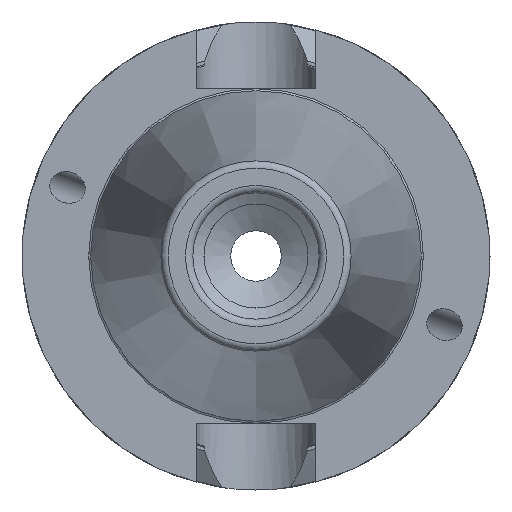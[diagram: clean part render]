
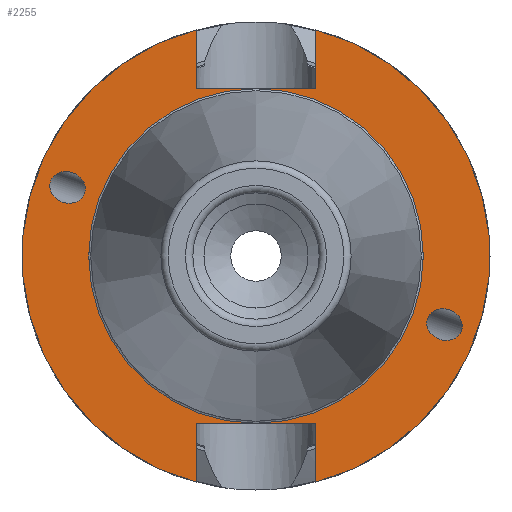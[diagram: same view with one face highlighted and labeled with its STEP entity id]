
A CAD part, left-side view. The second image highlights one B-rep face of the part: STEP entity #2255.
In plain terms, the highlighted planar face has unit normal (-1, 0, 0).
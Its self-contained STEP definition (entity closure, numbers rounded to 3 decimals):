
#1429=CARTESIAN_POINT('',(2.,-23.093,-8.405));
#1430=VERTEX_POINT('',#1429);
#1431=CARTESIAN_POINT('',(2.,-25.372,-9.235));
#1432=DIRECTION('',(1.0,0.0,0.0));
#1433=DIRECTION('',(0.0,-0.94,-0.342));
#1434=AXIS2_PLACEMENT_3D('',#1431,#1432,#1433);
#1435=ELLIPSE('',#1434,2.425,2.1);
#1436=EDGE_CURVE('',#1430,#1430,#1435,.T.);
#1466=CARTESIAN_POINT('',(2.,23.093,8.405));
#1467=VERTEX_POINT('',#1466);
#1468=CARTESIAN_POINT('',(2.,25.372,9.235));
#1469=DIRECTION('',(1.0,0.0,0.0));
#1470=DIRECTION('',(0.0,0.94,0.342));
#1471=AXIS2_PLACEMENT_3D('',#1468,#1469,#1470);
#1472=ELLIPSE('',#1471,2.425,2.1);
#1473=EDGE_CURVE('',#1467,#1467,#1472,.T.);
#1685=CARTESIAN_POINT('',(2.0,8.05,-22.6));
#1686=VERTEX_POINT('',#1685);
#1693=CARTESIAN_POINT('',(2.0,8.05,-30.454));
#1694=VERTEX_POINT('',#1693);
#1695=CARTESIAN_POINT('',(2.,8.05,-30.454));
#1696=DIRECTION('',(0.0,0.0,1.0));
#1697=VECTOR('',#1696,7.854);
#1698=LINE('',#1695,#1697);
#1699=EDGE_CURVE('',#1694,#1686,#1698,.T.);
#1930=CARTESIAN_POINT('',(2.,-8.05,-30.454));
#1931=VERTEX_POINT('',#1930);
#1938=CARTESIAN_POINT('',(2.,-8.05,-22.6));
#1939=VERTEX_POINT('',#1938);
#1940=CARTESIAN_POINT('',(2.,-8.05,-22.6));
#1941=DIRECTION('',(0.0,0.0,-1.0));
#1942=VECTOR('',#1941,7.854);
#1943=LINE('',#1940,#1942);
#1944=EDGE_CURVE('',#1939,#1931,#1943,.T.);
#1962=CARTESIAN_POINT('',(2.,8.05,-22.6));
#1963=DIRECTION('',(0.0,-1.0,0.0));
#1964=VECTOR('',#1963,16.1);
#1965=LINE('',#1962,#1964);
#1966=EDGE_CURVE('',#1686,#1939,#1965,.T.);
#2188=CARTESIAN_POINT('',(2.,0.0,27.008));
#2189=DIRECTION('',(-1.0,0.0,0.0));
#2190=DIRECTION('',(0.0,0.0,1.0));
#2191=AXIS2_PLACEMENT_3D('',#2188,#2189,#2190);
#2192=PLANE('',#2191);
#2193=ORIENTED_EDGE('',*,*,#1699,.T.);
#2194=ORIENTED_EDGE('',*,*,#1966,.T.);
#2195=ORIENTED_EDGE('',*,*,#1944,.T.);
#2196=CARTESIAN_POINT('',(2.,-8.05,30.454));
#2197=VERTEX_POINT('',#2196);
#2198=CARTESIAN_POINT('',(2.,0.0,0.0));
#2199=DIRECTION('',(-1.0,0.0,0.));
#2200=DIRECTION('',(0.,0.0,1.0));
#2201=AXIS2_PLACEMENT_3D('',#2198,#2199,#2200);
#2202=CIRCLE('',#2201,31.5);
#2203=EDGE_CURVE('',#1931,#2197,#2202,.T.);
#2204=ORIENTED_EDGE('',*,*,#2203,.T.);
#2205=CARTESIAN_POINT('',(2.,-8.05,22.6));
#2206=VERTEX_POINT('',#2205);
#2207=CARTESIAN_POINT('',(2.,-8.05,30.454));
#2208=DIRECTION('',(0.0,0.0,-1.0));
#2209=VECTOR('',#2208,7.854);
#2210=LINE('',#2207,#2209);
#2211=EDGE_CURVE('',#2197,#2206,#2210,.T.);
#2212=ORIENTED_EDGE('',*,*,#2211,.T.);
#2213=CARTESIAN_POINT('',(2.,8.05,22.6));
#2214=VERTEX_POINT('',#2213);
#2215=CARTESIAN_POINT('',(2.,-8.05,22.6));
#2216=DIRECTION('',(0.0,1.0,0.0));
#2217=VECTOR('',#2216,16.1);
#2218=LINE('',#2215,#2217);
#2219=EDGE_CURVE('',#2206,#2214,#2218,.T.);
#2220=ORIENTED_EDGE('',*,*,#2219,.T.);
#2221=CARTESIAN_POINT('',(2.,8.05,30.454));
#2222=VERTEX_POINT('',#2221);
#2223=CARTESIAN_POINT('',(2.,8.05,22.6));
#2224=DIRECTION('',(0.0,0.0,1.0));
#2225=VECTOR('',#2224,7.854);
#2226=LINE('',#2223,#2225);
#2227=EDGE_CURVE('',#2214,#2222,#2226,.T.);
#2228=ORIENTED_EDGE('',*,*,#2227,.T.);
#2229=CARTESIAN_POINT('',(2.,0.0,0.0));
#2230=DIRECTION('',(-1.0,0.0,0.));
#2231=DIRECTION('',(0.,0.0,1.0));
#2232=AXIS2_PLACEMENT_3D('',#2229,#2230,#2231);
#2233=CIRCLE('',#2232,31.5);
#2234=EDGE_CURVE('',#2222,#1694,#2233,.T.);
#2235=ORIENTED_EDGE('',*,*,#2234,.T.);
#2236=EDGE_LOOP('',(#2193,#2194,#2195,#2204,#2212,#2220,#2228,#2235));
#2237=FACE_OUTER_BOUND('',#2236,.T.);
#2238=ORIENTED_EDGE('',*,*,#1436,.T.);
#2239=EDGE_LOOP('',(#2238));
#2240=FACE_BOUND('',#2239,.T.);
#2241=ORIENTED_EDGE('',*,*,#1473,.T.);
#2242=EDGE_LOOP('',(#2241));
#2243=FACE_BOUND('',#2242,.T.);
#2244=CARTESIAN_POINT('',(2.,0.0,22.517));
#2245=VERTEX_POINT('',#2244);
#2246=CARTESIAN_POINT('',(2.,0.0,0.0));
#2247=DIRECTION('',(-1.0,0.0,0.));
#2248=DIRECTION('',(0.,0.0,1.0));
#2249=AXIS2_PLACEMENT_3D('',#2246,#2247,#2248);
#2250=CIRCLE('',#2249,22.517);
#2251=EDGE_CURVE('',#2245,#2245,#2250,.T.);
#2252=ORIENTED_EDGE('',*,*,#2251,.F.);
#2253=EDGE_LOOP('',(#2252));
#2254=FACE_BOUND('',#2253,.T.);
#2255=ADVANCED_FACE('',(#2237,#2240,#2243,#2254),#2192,.T.);
